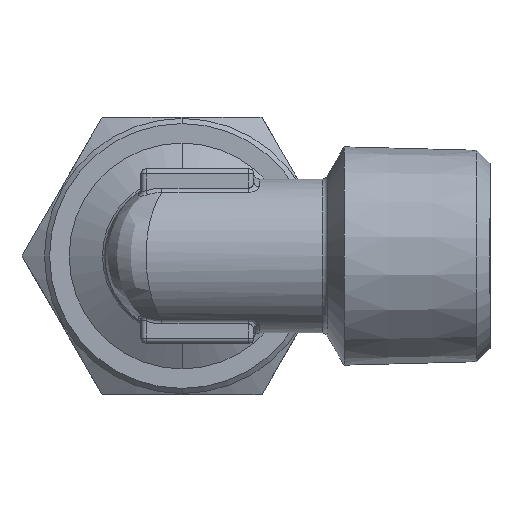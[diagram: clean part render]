
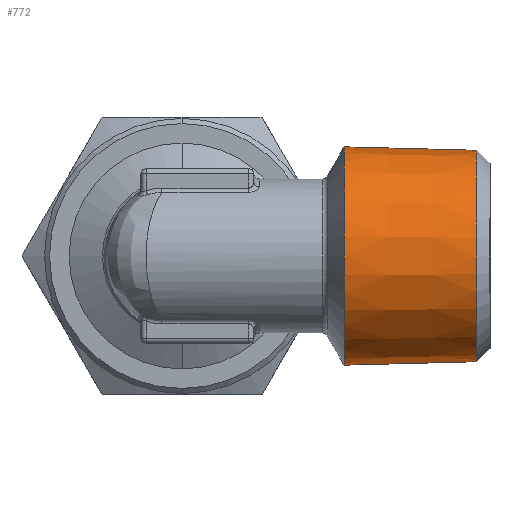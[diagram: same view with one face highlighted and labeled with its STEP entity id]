
A CAD part, left-side view. The second image highlights one B-rep face of the part: STEP entity #772.
In plain terms, the highlighted conical face has half-angle 1.47 degrees and reference radius 10.639 mm.
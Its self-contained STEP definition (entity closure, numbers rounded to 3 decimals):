
#81 = CIRCLE ( 'NONE', #133, 10.3 ) ;
#133 = AXIS2_PLACEMENT_3D ( 'NONE', #4132, #4133, #4134 ) ;
#179 = VECTOR ( 'NONE', #4298, 1000. ) ;
#199 = VECTOR ( 'NONE', #4362, 1000. ) ;
#342 = AXIS2_PLACEMENT_3D ( 'NONE', #3088, #3089, #3090 ) ;
#365 = CONICAL_SURFACE ( 'NONE', #342, 10.639, 0.026 ) ;
#493 = VERTEX_POINT ( 'NONE', #4729 ) ;
#535 = VERTEX_POINT ( 'NONE', #4562 ) ;
#548 = VERTEX_POINT ( 'NONE', #4563 ) ;
#594 = VERTEX_POINT ( 'NONE', #2198 ) ;
#772 = ADVANCED_FACE ( 'NONE', ( #3341 ), #365, .T. ) ;
#874 = EDGE_CURVE ( 'NONE', #535, #493, #4629, .T. ) ;
#1007 = EDGE_CURVE ( 'NONE', #548, #594, #81, .T. ) ;
#1043 = EDGE_CURVE ( 'NONE', #548, #535, #3459, .T. ) ;
#1060 = EDGE_CURVE ( 'NONE', #594, #493, #3466, .T. ) ;
#1411 = ORIENTED_EDGE ( 'NONE', *, *, #874, .T. ) ;
#1412 = ORIENTED_EDGE ( 'NONE', *, *, #1060, .F. ) ;
#1413 = ORIENTED_EDGE ( 'NONE', *, *, #1007, .F. ) ;
#1414 = ORIENTED_EDGE ( 'NONE', *, *, #1043, .T. ) ;
#2198 = CARTESIAN_POINT ( 'NONE',  ( 0., -28.7, -10.3 ) ) ;
#3088 = CARTESIAN_POINT ( 'NONE',  ( 0., -15.5, 0. ) ) ;
#3089 = DIRECTION ( 'NONE',  ( 0., 1., 0. ) ) ;
#3090 = DIRECTION ( 'NONE',  ( 0., 0., 1. ) ) ;
#3341 = FACE_OUTER_BOUND ( 'NONE', #4623, .T. ) ;
#3459 = LINE ( 'NONE', #4297, #179 ) ;
#3466 = LINE ( 'NONE', #4361, #199 ) ;
#3529 = AXIS2_PLACEMENT_3D ( 'NONE', #3727, #3728, #3729 ) ;
#3727 = CARTESIAN_POINT ( 'NONE',  ( 0., -15.787, 0. ) ) ;
#3728 = DIRECTION ( 'NONE',  ( 0., -1., 0. ) ) ;
#3729 = DIRECTION ( 'NONE',  ( 0., 0., 1. ) ) ;
#4132 = CARTESIAN_POINT ( 'NONE',  ( 0., -28.7, 0. ) ) ;
#4133 = DIRECTION ( 'NONE',  ( 0., -1., 0. ) ) ;
#4134 = DIRECTION ( 'NONE',  ( 0., 0., -1. ) ) ;
#4297 = CARTESIAN_POINT ( 'NONE',  ( 0., -15.5, 10.639 ) ) ;
#4298 = DIRECTION ( 'NONE',  ( 0., 1., 0.026 ) ) ;
#4361 = CARTESIAN_POINT ( 'NONE',  ( 0., -15.5, -10.639 ) ) ;
#4362 = DIRECTION ( 'NONE',  ( 0., 1., -0.026 ) ) ;
#4562 = CARTESIAN_POINT ( 'NONE',  ( 0., -15.787, 10.632 ) ) ;
#4563 = CARTESIAN_POINT ( 'NONE',  ( 0., -28.7, 10.3 ) ) ;
#4623 = EDGE_LOOP ( 'NONE', ( #1412, #1413, #1414, #1411 ) ) ;
#4629 = CIRCLE ( 'NONE', #3529, 10.632 ) ;
#4729 = CARTESIAN_POINT ( 'NONE',  ( 0., -15.787, -10.632 ) ) ;
